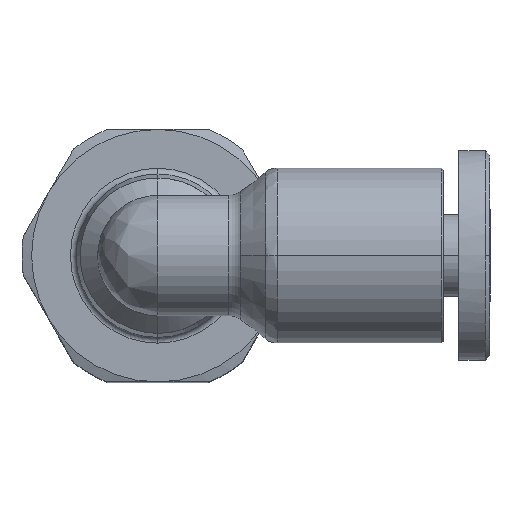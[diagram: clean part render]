
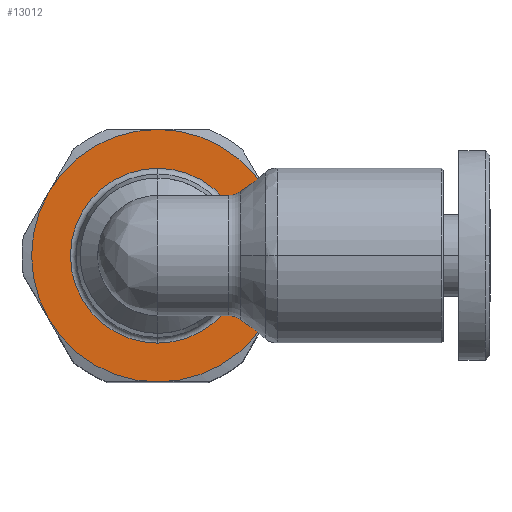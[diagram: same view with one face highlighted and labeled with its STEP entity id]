
A CAD part, top view. The second image highlights one B-rep face of the part: STEP entity #13012.
In plain terms, the highlighted planar face has unit normal (0, 0, 1).
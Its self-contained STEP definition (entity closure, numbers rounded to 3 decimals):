
#144 = CIRCLE ( 'NONE', #7617, 6.5 ) ;
#188 = ORIENTED_EDGE ( 'NONE', *, *, #7205, .F. ) ;
#248 = ORIENTED_EDGE ( 'NONE', *, *, #6825, .F. ) ;
#416 = VERTEX_POINT ( 'NONE', #9029 ) ;
#629 = EDGE_CURVE ( 'NONE', #8579, #11233, #144, .T. ) ;
#892 = CARTESIAN_POINT ( 'NONE',  ( 12.179, 23.924, -1.895 ) ) ;
#951 = CARTESIAN_POINT ( 'NONE',  ( 12.179, 17.424, -1.895 ) ) ;
#1587 = VERTEX_POINT ( 'NONE', #4933 ) ;
#2022 = DIRECTION ( 'NONE',  ( 0., 0., -1. ) ) ;
#2179 = EDGE_CURVE ( 'NONE', #11233, #11756, #17337, .T. ) ;
#2567 = AXIS2_PLACEMENT_3D ( 'NONE', #17385, #9784, #8476 ) ;
#2771 = DIRECTION ( 'NONE',  ( 0., 1., 0. ) ) ;
#2891 = DIRECTION ( 'NONE',  ( 0., 1., 0. ) ) ;
#3010 = VERTEX_POINT ( 'NONE', #18523 ) ;
#3082 = DIRECTION ( 'NONE',  ( 0., 0., 1. ) ) ;
#3305 = ORIENTED_EDGE ( 'NONE', *, *, #2179, .F. ) ;
#3332 = CARTESIAN_POINT ( 'NONE',  ( 12.179, 17.424, -1.895 ) ) ;
#3849 = DIRECTION ( 'NONE',  ( -1., 0., 0. ) ) ;
#4933 = CARTESIAN_POINT ( 'NONE',  ( 12.179, 21.926, -1.895 ) ) ;
#5023 = EDGE_CURVE ( 'NONE', #10480, #8579, #12416, .T. ) ;
#5342 = DIRECTION ( 'NONE',  ( 0., 1., 0. ) ) ;
#5848 = CIRCLE ( 'NONE', #9075, 6.5 ) ;
#6223 = CIRCLE ( 'NONE', #2567, 6.5 ) ;
#6229 = VERTEX_POINT ( 'NONE', #8012 ) ;
#6630 = CIRCLE ( 'NONE', #9016, 6.5 ) ;
#6739 = CIRCLE ( 'NONE', #8147, 4.501 ) ;
#6825 = EDGE_CURVE ( 'NONE', #416, #10480, #6223, .T. ) ;
#6990 = PLANE ( 'NONE',  #15568 ) ;
#6998 = FACE_BOUND ( 'NONE', #17023, .T. ) ;
#7022 = EDGE_LOOP ( 'NONE', ( #17190, #11710, #248, #17609, #188, #3305 ) ) ;
#7131 = CARTESIAN_POINT ( 'NONE',  ( 12.179, 10.924, -1.895 ) ) ;
#7205 = EDGE_CURVE ( 'NONE', #11756, #3010, #6630, .T. ) ;
#7617 = AXIS2_PLACEMENT_3D ( 'NONE', #3332, #11064, #13628 ) ;
#8012 = CARTESIAN_POINT ( 'NONE',  ( 12.179, 12.923, -1.895 ) ) ;
#8147 = AXIS2_PLACEMENT_3D ( 'NONE', #14676, #3082, #2891 ) ;
#8151 = FACE_OUTER_BOUND ( 'NONE', #7022, .T. ) ;
#8465 = DIRECTION ( 'NONE',  ( 0., 0., -1. ) ) ;
#8476 = DIRECTION ( 'NONE',  ( 0., 1., 0. ) ) ;
#8497 = DIRECTION ( 'NONE',  ( 0., 1., 0. ) ) ;
#8579 = VERTEX_POINT ( 'NONE', #11621 ) ;
#8948 = CARTESIAN_POINT ( 'NONE',  ( 6.55, 20.674, -1.895 ) ) ;
#9016 = AXIS2_PLACEMENT_3D ( 'NONE', #10859, #2022, #13820 ) ;
#9029 = CARTESIAN_POINT ( 'NONE',  ( 17.808, 14.174, -1.895 ) ) ;
#9075 = AXIS2_PLACEMENT_3D ( 'NONE', #951, #11266, #13963 ) ;
#9784 = DIRECTION ( 'NONE',  ( 0., 0., -1. ) ) ;
#10243 = DIRECTION ( 'NONE',  ( 0., 0., -1. ) ) ;
#10480 = VERTEX_POINT ( 'NONE', #7131 ) ;
#10482 = AXIS2_PLACEMENT_3D ( 'NONE', #15549, #11173, #5342 ) ;
#10859 = CARTESIAN_POINT ( 'NONE',  ( 12.179, 17.424, -1.895 ) ) ;
#11064 = DIRECTION ( 'NONE',  ( 0., 0., -1. ) ) ;
#11173 = DIRECTION ( 'NONE',  ( 0., 0., 1. ) ) ;
#11221 = AXIS2_PLACEMENT_3D ( 'NONE', #12901, #15791, #8497 ) ;
#11233 = VERTEX_POINT ( 'NONE', #8948 ) ;
#11266 = DIRECTION ( 'NONE',  ( 0., 0., -1. ) ) ;
#11374 = CIRCLE ( 'NONE', #10482, 4.501 ) ;
#11621 = CARTESIAN_POINT ( 'NONE',  ( 6.55, 14.174, -1.895 ) ) ;
#11710 = ORIENTED_EDGE ( 'NONE', *, *, #5023, .F. ) ;
#11756 = VERTEX_POINT ( 'NONE', #892 ) ;
#12416 = CIRCLE ( 'NONE', #12569, 6.5 ) ;
#12557 = EDGE_CURVE ( 'NONE', #6229, #1587, #11374, .T. ) ;
#12569 = AXIS2_PLACEMENT_3D ( 'NONE', #14496, #10243, #2771 ) ;
#12901 = CARTESIAN_POINT ( 'NONE',  ( 12.179, 17.424, -1.895 ) ) ;
#13012 = ADVANCED_FACE ( 'NONE', ( #6998, #8151 ), #6990, .F. ) ;
#13379 = ORIENTED_EDGE ( 'NONE', *, *, #16028, .F. ) ;
#13628 = DIRECTION ( 'NONE',  ( 0., 1., 0. ) ) ;
#13820 = DIRECTION ( 'NONE',  ( 0., 1., 0. ) ) ;
#13963 = DIRECTION ( 'NONE',  ( 0., 1., 0. ) ) ;
#14496 = CARTESIAN_POINT ( 'NONE',  ( 12.179, 17.424, -1.895 ) ) ;
#14676 = CARTESIAN_POINT ( 'NONE',  ( 12.179, 17.424, -1.895 ) ) ;
#15549 = CARTESIAN_POINT ( 'NONE',  ( 12.179, 17.424, -1.895 ) ) ;
#15568 = AXIS2_PLACEMENT_3D ( 'NONE', #17240, #8465, #3849 ) ;
#15791 = DIRECTION ( 'NONE',  ( 0., 0., -1. ) ) ;
#15801 = EDGE_CURVE ( 'NONE', #3010, #416, #5848, .T. ) ;
#16028 = EDGE_CURVE ( 'NONE', #1587, #6229, #6739, .T. ) ;
#17023 = EDGE_LOOP ( 'NONE', ( #13379, #17958 ) ) ;
#17190 = ORIENTED_EDGE ( 'NONE', *, *, #629, .F. ) ;
#17240 = CARTESIAN_POINT ( 'NONE',  ( 12.179, 17.424, -1.895 ) ) ;
#17337 = CIRCLE ( 'NONE', #11221, 6.5 ) ;
#17385 = CARTESIAN_POINT ( 'NONE',  ( 12.179, 17.424, -1.895 ) ) ;
#17609 = ORIENTED_EDGE ( 'NONE', *, *, #15801, .F. ) ;
#17958 = ORIENTED_EDGE ( 'NONE', *, *, #12557, .F. ) ;
#18523 = CARTESIAN_POINT ( 'NONE',  ( 17.808, 20.674, -1.895 ) ) ;
